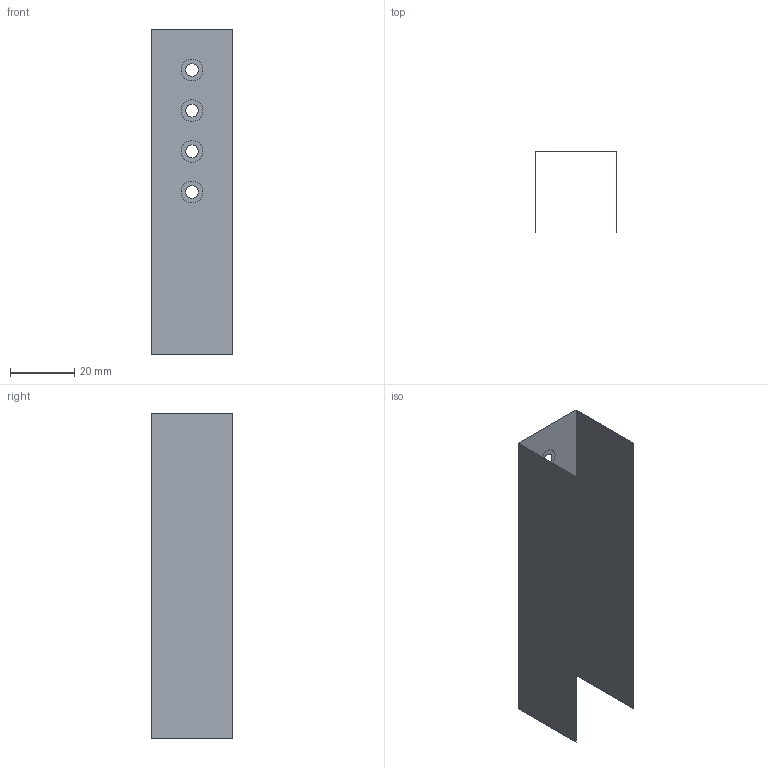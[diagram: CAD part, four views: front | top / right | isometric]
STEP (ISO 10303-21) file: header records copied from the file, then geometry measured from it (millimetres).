
FILE_DESCRIPTION (( 'STEP AP203' ), '1' );
FILE_NAME ('tubesection_bolted_b.STEP', '2020-08-15T18:35:20', ( '' ), ( '' ), 'SwSTEP 2.0', 'SolidWorks 2018', '' );
FILE_SCHEMA (( 'CONFIG_CONTROL_DESIGN' ));
Length unit declared in the file: inch
Products named in the file (1): tubesection_bolted_b
Bounding box: 25.4 x 25.4 x 101.6 mm (x, y, z)
Surface area: 7692.4 mm2 (no closed solid volume)
Topology: 0 solids, 1 shells, 7 faces, 26 edges, 24 vertices
Faces by surface type: plane 7
Entity records: 389 total; most frequent: DIRECTION 58, CARTESIAN_POINT 58, ORIENTED_EDGE 36, EDGE_CURVE 26, VERTEX_POINT 24, AXIS2_PLACEMENT_3D 24, CIRCLE 16, EDGE_LOOP 15
